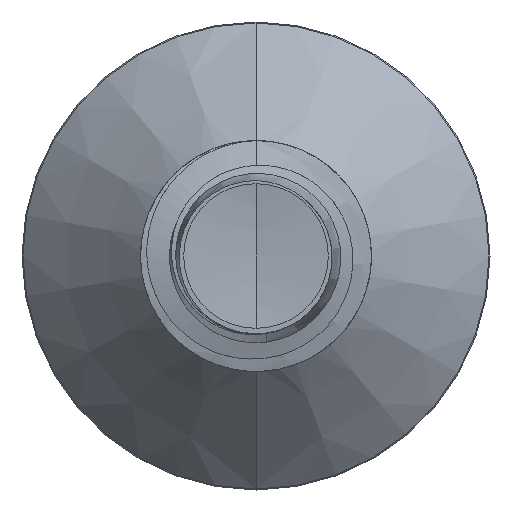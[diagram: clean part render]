
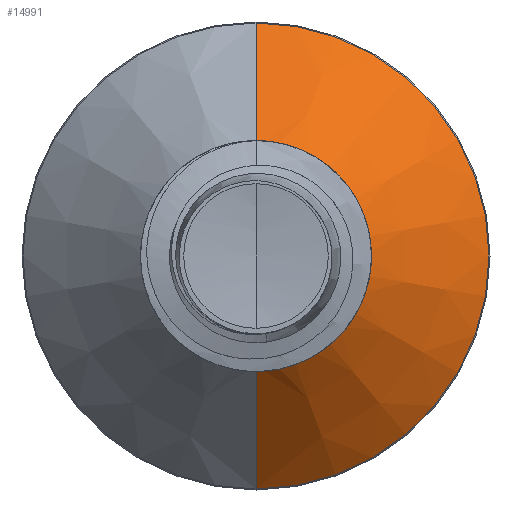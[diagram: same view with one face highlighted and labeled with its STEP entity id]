
A CAD part, front view. The second image highlights one B-rep face of the part: STEP entity #14991.
In plain terms, the highlighted conical face has half-angle 45 degrees and reference radius 0.859 mm.
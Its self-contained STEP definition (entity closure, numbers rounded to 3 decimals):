
#697 = LINE ( 'NONE', #8643, #11361 ) ;
#886 = FACE_OUTER_BOUND ( 'NONE', #8959, .T. ) ;
#1064 = VERTEX_POINT ( 'NONE', #7740 ) ;
#1889 = DIRECTION ( 'NONE',  ( 0., 1., 0. ) ) ;
#3066 = ORIENTED_EDGE ( 'NONE', *, *, #6577, .T. ) ;
#4038 = AXIS2_PLACEMENT_3D ( 'NONE', #6055, #17314, #7687 ) ;
#6055 = CARTESIAN_POINT ( 'NONE',  ( 0., 6.184, 0. ) ) ;
#6577 = EDGE_CURVE ( 'NONE', #15064, #1064, #7807, .T. ) ;
#6901 = EDGE_CURVE ( 'NONE', #17500, #8665, #7746, .T. ) ;
#7687 = DIRECTION ( 'NONE',  ( 0., 0., 1. ) ) ;
#7740 = CARTESIAN_POINT ( 'NONE',  ( 0., 6.184, -0.859 ) ) ;
#7746 = CIRCLE ( 'NONE', #10792, 1.817 ) ;
#7807 = CIRCLE ( 'NONE', #20775, 0.859 ) ;
#7924 = CARTESIAN_POINT ( 'NONE',  ( 0., 7.142, -1.817 ) ) ;
#8169 = CARTESIAN_POINT ( 'NONE',  ( 0., 6.184, 0. ) ) ;
#8643 = CARTESIAN_POINT ( 'NONE',  ( 0., 6.184, 0.859 ) ) ;
#8665 = VERTEX_POINT ( 'NONE', #7924 ) ;
#8943 = ORIENTED_EDGE ( 'NONE', *, *, #6901, .F. ) ;
#8959 = EDGE_LOOP ( 'NONE', ( #3066, #16458, #8943, #9429 ) ) ;
#9024 = LINE ( 'NONE', #20845, #10424 ) ;
#9429 = ORIENTED_EDGE ( 'NONE', *, *, #14851, .F. ) ;
#9796 = DIRECTION ( 'NONE',  ( 0., 0., 1. ) ) ;
#10424 = VECTOR ( 'NONE', #19259, 1000. ) ;
#10792 = AXIS2_PLACEMENT_3D ( 'NONE', #11623, #1889, #13253 ) ;
#11361 = VECTOR ( 'NONE', #13653, 1000. ) ;
#11623 = CARTESIAN_POINT ( 'NONE',  ( 0., 7.142, 0. ) ) ;
#13253 = DIRECTION ( 'NONE',  ( 0., 0., 1. ) ) ;
#13653 = DIRECTION ( 'NONE',  ( 0., 0.707, 0.707 ) ) ;
#13945 = EDGE_CURVE ( 'NONE', #1064, #8665, #9024, .T. ) ;
#14726 = CARTESIAN_POINT ( 'NONE',  ( 0., 7.142, 1.817 ) ) ;
#14851 = EDGE_CURVE ( 'NONE', #15064, #17500, #697, .T. ) ;
#14991 = ADVANCED_FACE ( 'NONE', ( #886 ), #16163, .T. ) ;
#15064 = VERTEX_POINT ( 'NONE', #18892 ) ;
#16163 = CONICAL_SURFACE ( 'NONE', #4038, 0.859, 0.785 ) ;
#16458 = ORIENTED_EDGE ( 'NONE', *, *, #13945, .T. ) ;
#17314 = DIRECTION ( 'NONE',  ( 0., 1., 0. ) ) ;
#17500 = VERTEX_POINT ( 'NONE', #14726 ) ;
#18892 = CARTESIAN_POINT ( 'NONE',  ( 0., 6.184, 0.859 ) ) ;
#19259 = DIRECTION ( 'NONE',  ( 0., 0.707, -0.707 ) ) ;
#19353 = DIRECTION ( 'NONE',  ( 0., 1., 0. ) ) ;
#20775 = AXIS2_PLACEMENT_3D ( 'NONE', #8169, #19353, #9796 ) ;
#20845 = CARTESIAN_POINT ( 'NONE',  ( 0., 6.184, -0.859 ) ) ;
